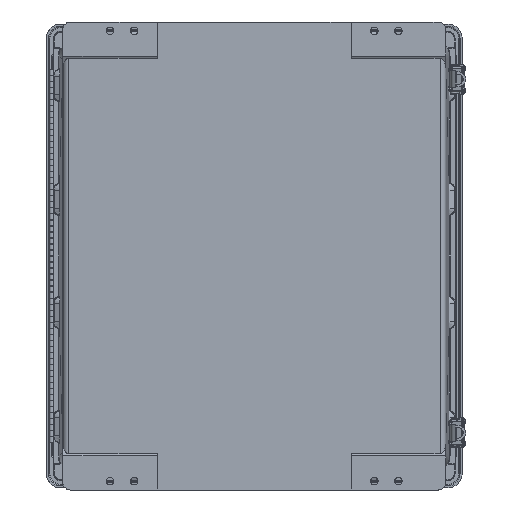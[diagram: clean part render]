
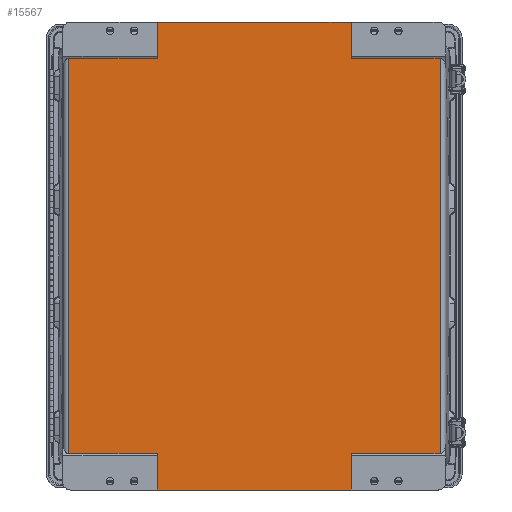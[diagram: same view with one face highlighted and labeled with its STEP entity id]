
A CAD part, front view. The second image highlights one B-rep face of the part: STEP entity #15567.
In plain terms, the highlighted planar face has unit normal (0, -1, 0).
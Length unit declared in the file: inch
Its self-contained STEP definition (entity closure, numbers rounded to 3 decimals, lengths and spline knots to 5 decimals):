
#365 = CARTESIAN_POINT ( 'NONE',  ( -4.03163, 0.05906, -20.34606 ) ) ;
#398 = LINE ( 'NONE', #19219, #1394 ) ;
#486 = VERTEX_POINT ( 'NONE', #5173 ) ;
#508 = VECTOR ( 'NONE', #22181, 39.37008 ) ;
#829 = LINE ( 'NONE', #15999, #508 ) ;
#1000 = CARTESIAN_POINT ( 'NONE',  ( -7.73754, 0.05906, -1.51961 ) ) ;
#1394 = VECTOR ( 'NONE', #16337, 39.37008 ) ;
#2957 = EDGE_CURVE ( 'NONE', #21974, #29300, #16441, .T. ) ;
#3043 = CARTESIAN_POINT ( 'NONE',  ( 8.11811, 0.05906, -1.51961 ) ) ;
#3503 = VECTOR ( 'NONE', #21821, 39.37008 ) ;
#3581 = DIRECTION ( 'NONE',  ( 0., 0., -1. ) ) ;
#3965 = PLANE ( 'NONE',  #32855 ) ;
#4094 = DIRECTION ( 'NONE',  ( 0., 0., 1. ) ) ;
#4271 = CARTESIAN_POINT ( 'NONE',  ( 7.73754, 0.05906, -1.51961 ) ) ;
#4445 = EDGE_CURVE ( 'NONE', #28070, #22894, #829, .T. ) ;
#4807 = CARTESIAN_POINT ( 'NONE',  ( 4.03163, 0.05906, -20.34606 ) ) ;
#5173 = CARTESIAN_POINT ( 'NONE',  ( 4.03163, 0.05906, 0. ) ) ;
#5406 = LINE ( 'NONE', #24880, #3503 ) ;
#5474 = CARTESIAN_POINT ( 'NONE',  ( 8.11811, 0.05906, -17.96858 ) ) ;
#5936 = VERTEX_POINT ( 'NONE', #40047 ) ;
#6512 = VECTOR ( 'NONE', #18159, 39.37008 ) ;
#6815 = EDGE_CURVE ( 'NONE', #15353, #5936, #35544, .T. ) ;
#7030 = VECTOR ( 'NONE', #7746, 39.37008 ) ;
#7068 = LINE ( 'NONE', #7611, #7030 ) ;
#7127 = DIRECTION ( 'NONE',  ( 0., 0., 1. ) ) ;
#7292 = CARTESIAN_POINT ( 'NONE',  ( -7.73754, 0.05906, -1.51961 ) ) ;
#7492 = LINE ( 'NONE', #5474, #6512 ) ;
#7611 = CARTESIAN_POINT ( 'NONE',  ( 8.11811, 0.05906, 0. ) ) ;
#7694 = DIRECTION ( 'NONE',  ( 0., 0., -1. ) ) ;
#7746 = DIRECTION ( 'NONE',  ( -1., 0., 0. ) ) ;
#8767 = ORIENTED_EDGE ( 'NONE', *, *, #2957, .F. ) ;
#8795 = EDGE_CURVE ( 'NONE', #28070, #21974, #7492, .T. ) ;
#9356 = EDGE_CURVE ( 'NONE', #24645, #15353, #5406, .T. ) ;
#10311 = EDGE_CURVE ( 'NONE', #14611, #486, #14539, .T. ) ;
#10927 = CARTESIAN_POINT ( 'NONE',  ( 7.73754, 0.05906, -17.96858 ) ) ;
#11042 = VERTEX_POINT ( 'NONE', #7292 ) ;
#11933 = ORIENTED_EDGE ( 'NONE', *, *, #23126, .F. ) ;
#12750 = CARTESIAN_POINT ( 'NONE',  ( 4.03163, 0.05906, -17.96858 ) ) ;
#12844 = CARTESIAN_POINT ( 'NONE',  ( 4.03163, 0.05906, -1.51961 ) ) ;
#12981 = ORIENTED_EDGE ( 'NONE', *, *, #6815, .T. ) ;
#13165 = DIRECTION ( 'NONE',  ( 0., 0., 1. ) ) ;
#13909 = VECTOR ( 'NONE', #15755, 39.37008 ) ;
#13971 = ORIENTED_EDGE ( 'NONE', *, *, #30157, .F. ) ;
#14061 = EDGE_CURVE ( 'NONE', #20616, #38795, #27493, .T. ) ;
#14303 = ORIENTED_EDGE ( 'NONE', *, *, #19769, .T. ) ;
#14539 = LINE ( 'NONE', #18932, #13909 ) ;
#14611 = VERTEX_POINT ( 'NONE', #12844 ) ;
#15050 = FACE_OUTER_BOUND ( 'NONE', #24058, .T. ) ;
#15353 = VERTEX_POINT ( 'NONE', #39209 ) ;
#15567 = ADVANCED_FACE ( 'NONE', ( #15050 ), #3965, .F. ) ;
#15755 = DIRECTION ( 'NONE',  ( 0., 0., 1. ) ) ;
#15876 = VECTOR ( 'NONE', #31109, 39.37008 ) ;
#15919 = LINE ( 'NONE', #3043, #15876 ) ;
#15999 = CARTESIAN_POINT ( 'NONE',  ( 7.73754, 0.05906, -1.51961 ) ) ;
#16193 = VECTOR ( 'NONE', #7694, 39.37008 ) ;
#16337 = DIRECTION ( 'NONE',  ( -1., 0., 0. ) ) ;
#16441 = LINE ( 'NONE', #4807, #16193 ) ;
#16690 = ORIENTED_EDGE ( 'NONE', *, *, #14061, .F. ) ;
#18143 = CARTESIAN_POINT ( 'NONE',  ( -8.11811, 0.05906, -1.51961 ) ) ;
#18159 = DIRECTION ( 'NONE',  ( -1., 0., 0. ) ) ;
#18932 = CARTESIAN_POINT ( 'NONE',  ( 4.03163, 0.05906, 0.85787 ) ) ;
#19219 = CARTESIAN_POINT ( 'NONE',  ( 8.11811, 0.05906, -19.48819 ) ) ;
#19769 = EDGE_CURVE ( 'NONE', #486, #38795, #7068, .T. ) ;
#20616 = VERTEX_POINT ( 'NONE', #28506 ) ;
#20884 = ORIENTED_EDGE ( 'NONE', *, *, #30392, .F. ) ;
#21298 = DIRECTION ( 'NONE',  ( 1., 0., 0. ) ) ;
#21821 = DIRECTION ( 'NONE',  ( 1., 0., 0. ) ) ;
#21974 = VERTEX_POINT ( 'NONE', #12750 ) ;
#22181 = DIRECTION ( 'NONE',  ( 0., 0., 1. ) ) ;
#22320 = ORIENTED_EDGE ( 'NONE', *, *, #9356, .T. ) ;
#22430 = CARTESIAN_POINT ( 'NONE',  ( -4.03163, 0.05906, 0. ) ) ;
#22894 = VERTEX_POINT ( 'NONE', #4271 ) ;
#23126 = EDGE_CURVE ( 'NONE', #29300, #5936, #398, .T. ) ;
#23634 = ORIENTED_EDGE ( 'NONE', *, *, #35566, .T. ) ;
#24058 = EDGE_LOOP ( 'NONE', ( #20884, #22320, #12981, #11933, #8767, #38147, #32625, #23634, #31429, #14303, #16690, #13971 ) ) ;
#24163 = CARTESIAN_POINT ( 'NONE',  ( 4.03163, 0.05906, -19.48819 ) ) ;
#24645 = VERTEX_POINT ( 'NONE', #31295 ) ;
#24880 = CARTESIAN_POINT ( 'NONE',  ( -8.11811, 0.05906, -17.96858 ) ) ;
#25676 = CARTESIAN_POINT ( 'NONE',  ( -4.03163, 0.05906, 0.85787 ) ) ;
#25708 = CARTESIAN_POINT ( 'NONE',  ( 8.11811, 0.05906, -1.51961 ) ) ;
#25833 = DIRECTION ( 'NONE',  ( 0., 1., 0. ) ) ;
#27493 = LINE ( 'NONE', #25676, #28011 ) ;
#28011 = VECTOR ( 'NONE', #13165, 39.37008 ) ;
#28070 = VERTEX_POINT ( 'NONE', #10927 ) ;
#28506 = CARTESIAN_POINT ( 'NONE',  ( -4.03163, 0.05906, -1.51961 ) ) ;
#29300 = VERTEX_POINT ( 'NONE', #24163 ) ;
#30157 = EDGE_CURVE ( 'NONE', #11042, #20616, #36129, .T. ) ;
#30222 = LINE ( 'NONE', #1000, #30715 ) ;
#30392 = EDGE_CURVE ( 'NONE', #24645, #11042, #30222, .T. ) ;
#30715 = VECTOR ( 'NONE', #4094, 39.37008 ) ;
#31109 = DIRECTION ( 'NONE',  ( -1., 0., 0. ) ) ;
#31295 = CARTESIAN_POINT ( 'NONE',  ( -7.73754, 0.05906, -17.96858 ) ) ;
#31429 = ORIENTED_EDGE ( 'NONE', *, *, #10311, .T. ) ;
#31661 = VECTOR ( 'NONE', #3581, 39.37008 ) ;
#32625 = ORIENTED_EDGE ( 'NONE', *, *, #4445, .T. ) ;
#32855 = AXIS2_PLACEMENT_3D ( 'NONE', #25708, #25833, #7127 ) ;
#35544 = LINE ( 'NONE', #365, #31661 ) ;
#35566 = EDGE_CURVE ( 'NONE', #22894, #14611, #15919, .T. ) ;
#35946 = VECTOR ( 'NONE', #21298, 39.37008 ) ;
#36129 = LINE ( 'NONE', #18143, #35946 ) ;
#38147 = ORIENTED_EDGE ( 'NONE', *, *, #8795, .F. ) ;
#38795 = VERTEX_POINT ( 'NONE', #22430 ) ;
#39209 = CARTESIAN_POINT ( 'NONE',  ( -4.03163, 0.05906, -17.96858 ) ) ;
#40047 = CARTESIAN_POINT ( 'NONE',  ( -4.03163, 0.05906, -19.48819 ) ) ;
